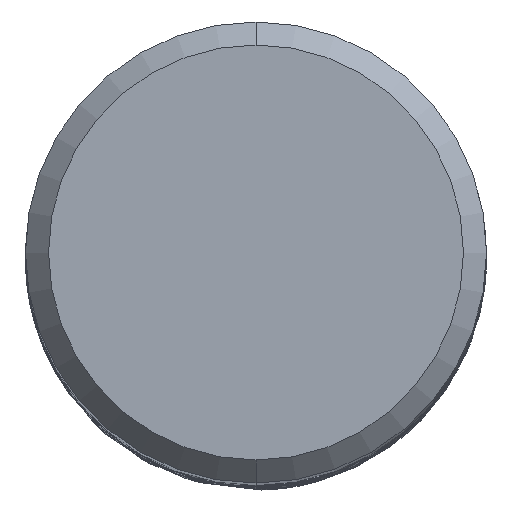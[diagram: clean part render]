
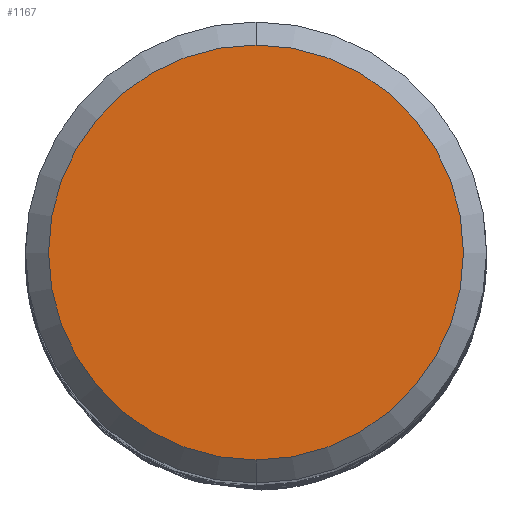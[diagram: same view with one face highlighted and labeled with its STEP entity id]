
A CAD part, top view. The second image highlights one B-rep face of the part: STEP entity #1167.
In plain terms, the highlighted planar face has unit normal (0, 0, 1).
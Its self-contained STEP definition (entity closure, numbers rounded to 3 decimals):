
#909=VERTEX_POINT('',#2159);
#1081=EDGE_CURVE('',#909,#1491,#2346,.T.);
#1167=ADVANCED_FACE('',(#2438),#2439,.T.);
#1491=VERTEX_POINT('',#2792);
#1761=EDGE_CURVE('',#1491,#909,#3093,.T.);
#2159=CARTESIAN_POINT('',(0.0,9.0,0.0));
#2346=CIRCLE('',#10615,9.0);
#2438=FACE_OUTER_BOUND('',#11716,.T.);
#2439=PLANE('',#11717);
#2792=CARTESIAN_POINT('',(0.,-9.0,0.0));
#3093=CIRCLE('',#25876,9.0);
#10615=AXIS2_PLACEMENT_3D('',#28645,#28646,#28647);
#11716=EDGE_LOOP('',(#28744,#28745));
#11717=AXIS2_PLACEMENT_3D('',#28746,#28747,#28748);
#25876=AXIS2_PLACEMENT_3D('',#29406,#29407,#29408);
#28645=CARTESIAN_POINT('',(0.0,0.0,0.0));
#28646=DIRECTION('',(0.0,0.0,-1.0));
#28647=DIRECTION('',(0.0,1.0,0.0));
#28744=ORIENTED_EDGE('',*,*,#1081,.F.);
#28745=ORIENTED_EDGE('',*,*,#1761,.F.);
#28746=CARTESIAN_POINT('',(0.0,4.5,0.0));
#28747=DIRECTION('',(-0.0,0.0,1.0));
#28748=DIRECTION('',(0.0,-1.0,0.0));
#29406=CARTESIAN_POINT('',(0.0,0.0,0.0));
#29407=DIRECTION('',(0.0,0.0,-1.0));
#29408=DIRECTION('',(0.0,1.0,0.0));
